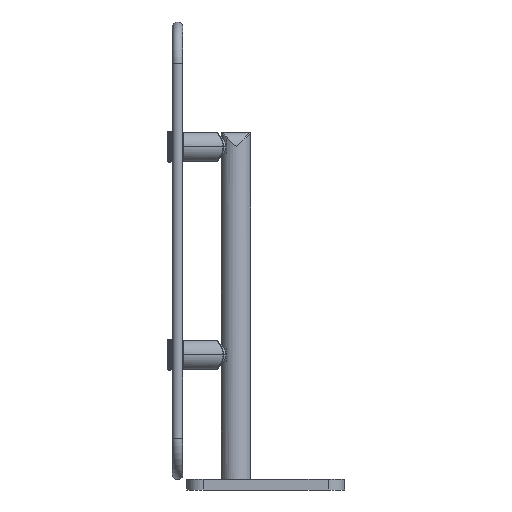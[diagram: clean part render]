
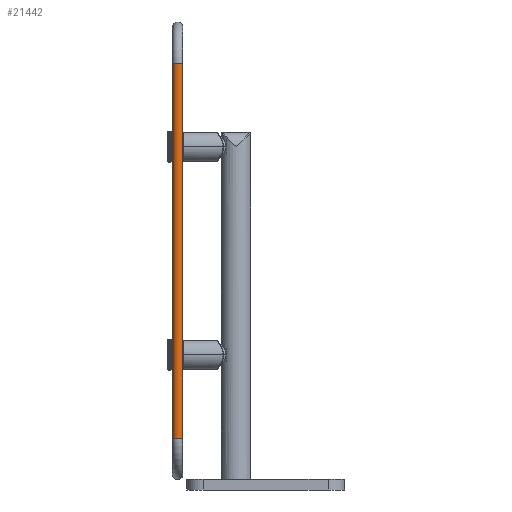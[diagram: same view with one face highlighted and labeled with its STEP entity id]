
A CAD part, left-side view. The second image highlights one B-rep face of the part: STEP entity #21442.
In plain terms, the highlighted cylindrical face has radius 3.175 mm (diameter 6.35 mm), a partial arc.
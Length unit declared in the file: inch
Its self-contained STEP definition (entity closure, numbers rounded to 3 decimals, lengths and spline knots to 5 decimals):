
#830=CARTESIAN_POINT('',(-11.875,1.28025,1.248));
#832=DIRECTION('',(0.,0.,1.));
#833=VECTOR('',#832,8.99991);
#834=CARTESIAN_POINT('',(-11.875,1.28025,1.24807));
#835=LINE('',#834,#833);
#970=CARTESIAN_POINT('',(-11.875,1.40525,10.248));
#971=DIRECTION('',(0.,0.,-1.));
#972=DIRECTION('',(0.,-1.,0.));
#973=AXIS2_PLACEMENT_3D('',#970,#971,#972);
#975=CARTESIAN_POINT('',(-11.875,1.40525,1.248));
#976=DIRECTION('',(0.,0.,-1.));
#977=DIRECTION('',(0.,-1.,0.));
#978=AXIS2_PLACEMENT_3D('',#975,#976,#977);
#1097=DIRECTION('',(0.,0.,1.));
#1098=VECTOR('',#1097,8.99989);
#1099=CARTESIAN_POINT('',(-11.875,1.53025,1.24808));
#1100=LINE('',#1099,#1098);
#1132=CARTESIAN_POINT('',(-11.875,1.53025,1.248));
#17694=VERTEX_POINT('',#830);
#17695=VERTEX_POINT('',#1132);
#17696=CARTESIAN_POINT('',(-11.875,1.28025,
10.24798));
#17697=VERTEX_POINT('',#17696);
#17698=CARTESIAN_POINT('',(-11.875,1.53025,
10.24797));
#17699=VERTEX_POINT('',#17698);
#21429=CARTESIAN_POINT('',(-11.875,1.40525,1.2074));
#21430=DIRECTION('',(0.,0.,1.));
#21431=DIRECTION('',(0.,-1.,0.));
#21432=AXIS2_PLACEMENT_3D('',#21429,#21430,#21431);
#21433=CYLINDRICAL_SURFACE('',#21432,0.125);
#21434=ORIENTED_EDGE('',*,*,#21323,.F.);
#21436=ORIENTED_EDGE('',*,*,#21435,.T.);
#21438=ORIENTED_EDGE('',*,*,#21437,.T.);
#21439=ORIENTED_EDGE('',*,*,#21421,.F.);
#21440=EDGE_LOOP('',(#21434,#21436,#21438,#21439));
#21441=FACE_OUTER_BOUND('',#21440,.F.);
#21442=ADVANCED_FACE('',(#21441),#21433,.T.);
#974=CIRCLE('',#973,0.125);
#979=CIRCLE('',#978,0.125);
#21323=EDGE_CURVE('',#17694,#17697,#835,.T.);
#21421=EDGE_CURVE('',#17697,#17699,#974,.T.);
#21435=EDGE_CURVE('',#17694,#17695,#979,.T.);
#21437=EDGE_CURVE('',#17695,#17699,#1100,.T.);
